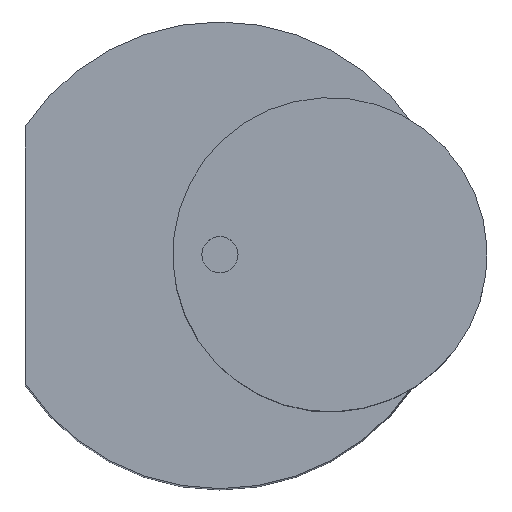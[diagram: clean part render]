
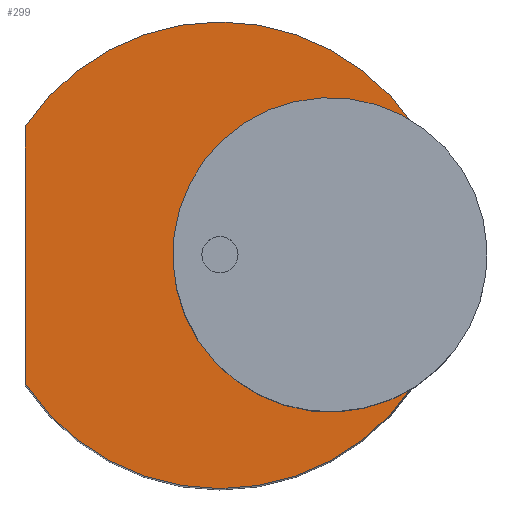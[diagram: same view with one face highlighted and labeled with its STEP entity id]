
A CAD part, top view. The second image highlights one B-rep face of the part: STEP entity #299.
In plain terms, the highlighted planar face has unit normal (0, 0, 1).
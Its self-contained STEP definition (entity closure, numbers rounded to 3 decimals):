
#85=CARTESIAN_POINT('Vertex',(-0.46,0.,20.)) ;
#90=CARTESIAN_POINT('Axis2P3D Location',(0.,0.,20.)) ;
#94=CARTESIAN_POINT('Vertex',(0.46,0.,20.)) ;
#116=CARTESIAN_POINT('Axis2P3D Location',(0.,0.,20.)) ;
#256=CARTESIAN_POINT('Axis2P3D Location',(0.,0.,20.)) ;
#261=CARTESIAN_POINT('Axis2P3D Location',(0.,0.,20.)) ;
#265=CARTESIAN_POINT('Vertex',(-4.96,-3.268,20.)) ;
#267=CARTESIAN_POINT('Vertex',(4.96,-3.268,20.)) ;
#270=CARTESIAN_POINT('Line Origine',(4.96,0.,20.)) ;
#274=CARTESIAN_POINT('Vertex',(4.96,3.268,20.)) ;
#277=CARTESIAN_POINT('Axis2P3D Location',(0.,0.,20.)) ;
#281=CARTESIAN_POINT('Vertex',(-4.96,3.268,20.)) ;
#284=CARTESIAN_POINT('Line Origine',(-4.96,0.,20.)) ;
#91=DIRECTION('Axis2P3D Direction',(0.,0.,1.)) ;
#117=DIRECTION('Axis2P3D Direction',(0.,0.,1.)) ;
#257=DIRECTION('Axis2P3D Direction',(0.,0.,1.)) ;
#258=DIRECTION('Axis2P3D XDirection',(1.,0.,0.)) ;
#262=DIRECTION('Axis2P3D Direction',(0.,0.,1.)) ;
#271=DIRECTION('Vector Direction',(0.,-1.,0.)) ;
#278=DIRECTION('Axis2P3D Direction',(0.,0.,1.)) ;
#285=DIRECTION('Vector Direction',(0.,1.,0.)) ;
#92=AXIS2_PLACEMENT_3D('Circle Axis2P3D',#90,#91,$) ;
#118=AXIS2_PLACEMENT_3D('Circle Axis2P3D',#116,#117,$) ;
#259=AXIS2_PLACEMENT_3D('Plane Axis2P3D',#256,#257,#258) ;
#263=AXIS2_PLACEMENT_3D('Circle Axis2P3D',#261,#262,$) ;
#279=AXIS2_PLACEMENT_3D('Circle Axis2P3D',#277,#278,$) ;
#290=ORIENTED_EDGE('',*,*,#269,.T.) ;
#291=ORIENTED_EDGE('',*,*,#276,.T.) ;
#292=ORIENTED_EDGE('',*,*,#283,.T.) ;
#293=ORIENTED_EDGE('',*,*,#288,.T.) ;
#296=ORIENTED_EDGE('',*,*,#120,.F.) ;
#297=ORIENTED_EDGE('',*,*,#96,.F.) ;
#298=FACE_BOUND('',#295,.T.) ;
#272=VECTOR('Line Direction',#271,1.) ;
#286=VECTOR('Line Direction',#285,1.) ;
#299=ADVANCED_FACE('PartBody',(#294,#298),#260,.T.) ;
#93=CIRCLE('generated circle',#92,0.46) ;
#119=CIRCLE('generated circle',#118,0.46) ;
#264=CIRCLE('generated circle',#263,5.94) ;
#280=CIRCLE('generated circle',#279,5.94) ;
#96=EDGE_CURVE('',#86,#95,#93,.T.) ;
#120=EDGE_CURVE('',#95,#86,#119,.T.) ;
#269=EDGE_CURVE('',#266,#268,#264,.T.) ;
#276=EDGE_CURVE('',#268,#275,#273,.F.) ;
#283=EDGE_CURVE('',#275,#282,#280,.T.) ;
#288=EDGE_CURVE('',#282,#266,#287,.F.) ;
#289=EDGE_LOOP('',(#290,#291,#292,#293)) ;
#295=EDGE_LOOP('',(#296,#297)) ;
#294=FACE_OUTER_BOUND('',#289,.T.) ;
#273=LINE('Line',#270,#272) ;
#287=LINE('Line',#284,#286) ;
#260=PLANE('Plane',#259) ;
#86=VERTEX_POINT('',#85) ;
#95=VERTEX_POINT('',#94) ;
#266=VERTEX_POINT('',#265) ;
#268=VERTEX_POINT('',#267) ;
#275=VERTEX_POINT('',#274) ;
#282=VERTEX_POINT('',#281) ;
